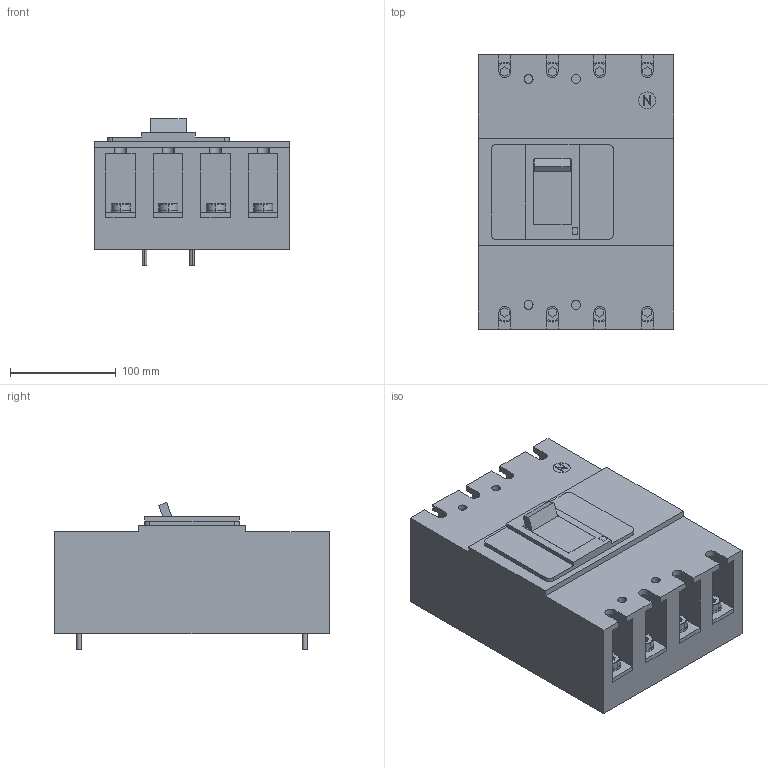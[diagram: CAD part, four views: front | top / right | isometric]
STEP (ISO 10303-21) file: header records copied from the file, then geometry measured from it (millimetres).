
FILE_DESCRIPTION(('CoCreate Modeling STEP Export'),'2;1');
FILE_NAME('Ｓ４００ＮＦ４Ｆ.stp','2014-03-31T 8:08:14',(''),(''),'CoCreate Modeling STEP processor for AP214 (Solid Model)','CoCreate Modeling 17.0 01-Apr-2010 (C) Parametric Technology GmbH','');
FILE_SCHEMA(('AUTOMOTIVE_DESIGN { 1 0 10303 214 1 1 1 1 }'));
Length unit declared in the file: millimetre
Products named in the file (5): P1; P3.5; P2.6; P4.1; Ｓ４００ＮＦ４Ｆ
Assembly tree (21 placements, depth 2):
  Ｓ４００ＮＦ４Ｆ
    P4.1  x4
    P2.6  x8
    P3.5  x8
    P1
Bounding box: 185 x 260 x 139.2 mm (x, y, z)
Volume: 4446906.7 mm3; surface area: 280017.7 mm2
Topology: 21 solids, 21 shells, 412 faces, 948 edges, 632 vertices
Faces by surface type: plane 270, cylinder 142
Entity records: 5725 total; most frequent: ORIENTED_EDGE 984, CARTESIAN_POINT 943, DIRECTION 876, EDGE_CURVE 492, VECTOR 354, LINE 354, VERTEX_POINT 328, AXIS2_PLACEMENT_3D 261
